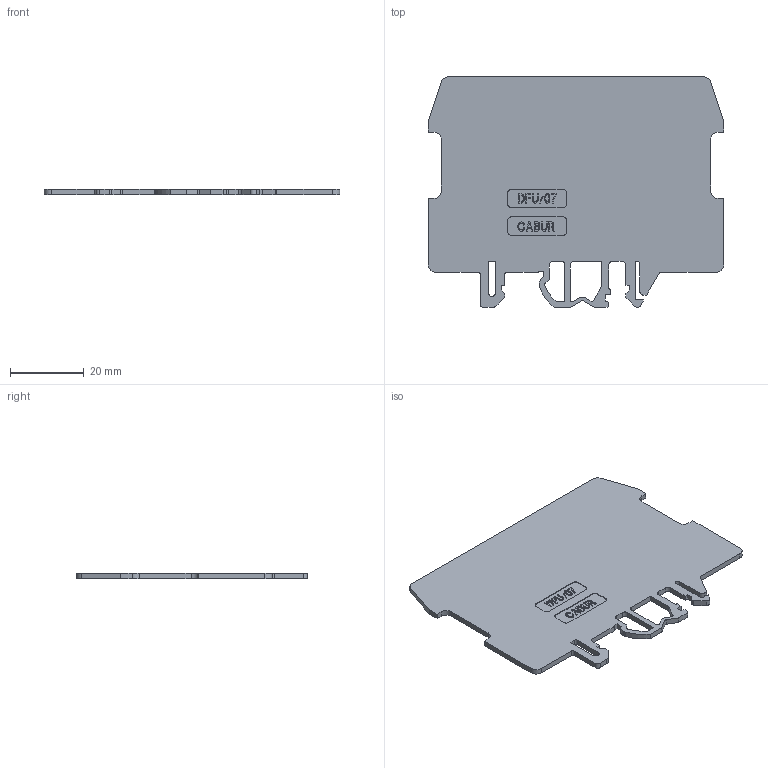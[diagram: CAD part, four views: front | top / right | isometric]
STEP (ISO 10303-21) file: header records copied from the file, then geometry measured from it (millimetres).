
FILE_DESCRIPTION(('OneSpaceDesigner STEP Export'),'2;1');
FILE_NAME('DFU-07.stp','2008-07-03T12:26:03',(''),(''),'OneSpace Designer STEP processor for AP214 (Solid Model)','OneSpace Modeling 15.50 10-Aug-2007 (C) CoCreate Software GmbH','');
FILE_SCHEMA(('AUTOMOTIVE_DESIGN { 1 0 10303 214 1 1 1 1 }'));
Length unit declared in the file: millimetre
Products named in the file (2): DFU-07
Assembly tree (1 placements, depth 2):
  DFU-07
    DFU-07
Bounding box: 80 x 62.5 x 1.5 mm (x, y, z)
Volume: 6216.1 mm3; surface area: 9021.9 mm2
Topology: 1 solids, 1 shells, 488 faces, 1401 edges, 934 vertices
Faces by surface type: plane 444, cylinder 44
Entity records: 15684 total; most frequent: CARTESIAN_POINT 2807, ORIENTED_EDGE 2802, DIRECTION 2437, EDGE_CURVE 1401, VECTOR 1309, LINE 1309, VERTEX_POINT 934, AXIS2_PLACEMENT_3D 564
